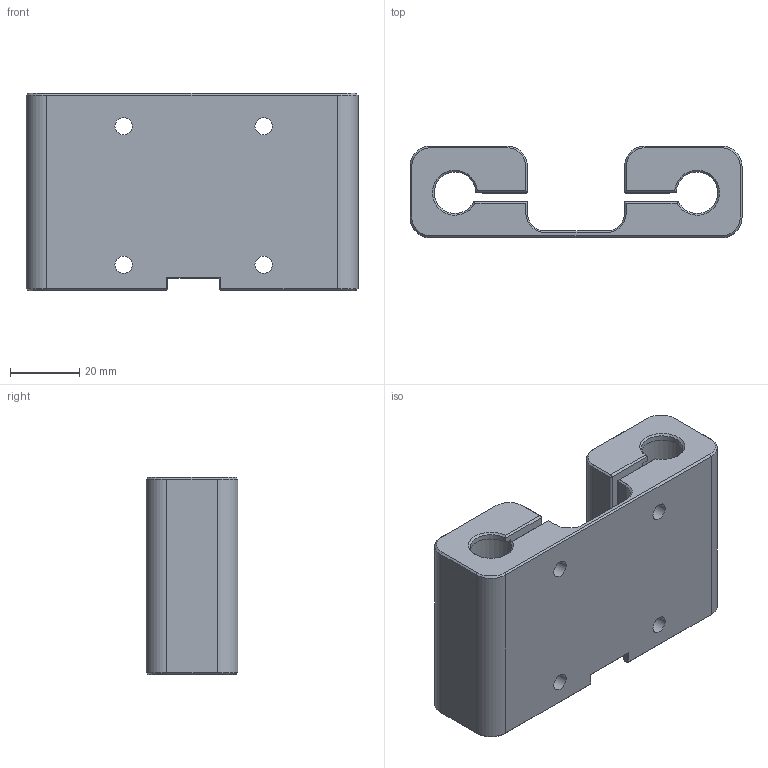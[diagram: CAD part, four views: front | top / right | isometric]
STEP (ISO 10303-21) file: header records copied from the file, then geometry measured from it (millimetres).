
FILE_DESCRIPTION(/* description */ (''),/* implementation_level */ '2;1');
FILE_NAME(/* name */ 'Bed holder.step',/* time_stamp */ '2025-04-05T17:12:30+02:00',/* author */ (''),/* organization */ (''),/* preprocessor_version */ 'ST-DEVELOPER v20.1',/* originating_system */ 'Autodesk Translation Framework v14.4.0.0',/* authorisation */ '');
FILE_SCHEMA (('AUTOMOTIVE_DESIGN { 1 0 10303 214 3 1 1 }'));
Length unit declared in the file: millimetre
Products named in the file (1): (Unsaved)
Bounding box: 96 x 26.5 x 57 mm (x, y, z)
Volume: 74174.9 mm3; surface area: 27960.8 mm2
Topology: 1 solids, 1 shells, 192 faces, 472 edges, 274 vertices
Faces by surface type: plane 114, cone 28, bspline 26, cylinder 24
Full cylindrical faces by diameter (mm): 5 x8
Entity records: 5924 total; most frequent: CARTESIAN_POINT 1515, ORIENTED_EDGE 928, DIRECTION 850, EDGE_CURVE 464, LINE 320, VECTOR 320, VERTEX_POINT 274, AXIS2_PLACEMENT_3D 265
